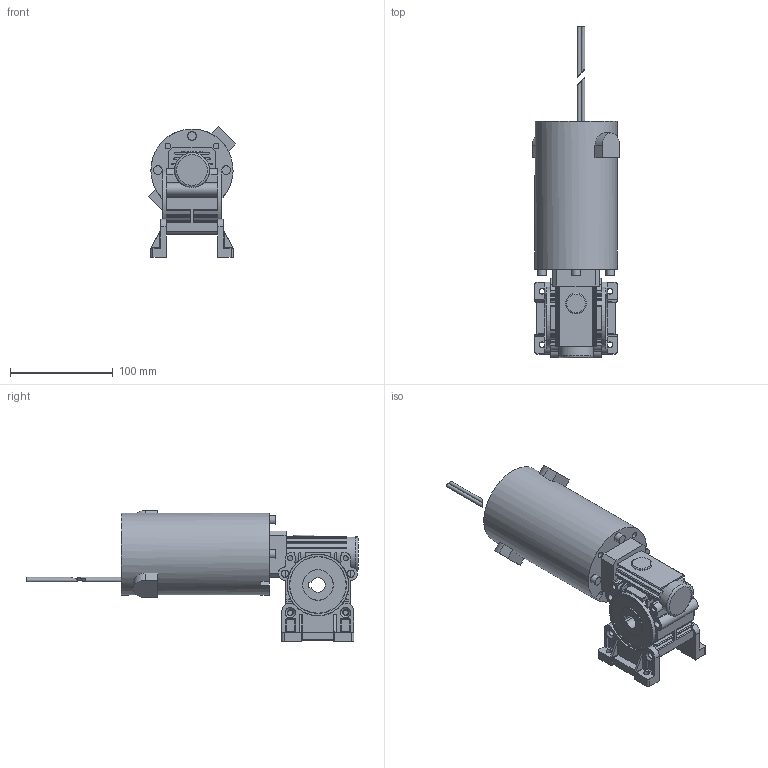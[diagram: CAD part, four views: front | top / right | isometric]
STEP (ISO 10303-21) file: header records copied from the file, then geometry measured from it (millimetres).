
FILE_DESCRIPTION( ( 'Unknown' ), '1' );
FILE_NAME( 'WHD80141.stp', 'Unknown', ( 'Unknown' ), ( 'Unknown' ), 'PSStep 17.0.49', 'Unknown', ' ' );
FILE_SCHEMA( ( 'AUTOMOTIVE_DESIGN { 1 0 10303 214 1 1 1 1 }' ) );
Length unit declared in the file: millimetre
Products named in the file (3): 1; 2; 3
Bounding box: 84.85 x 323.2 x 127.43 mm (x, y, z)
Volume: 1029880.9 mm3; surface area: 107218.4 mm2
Topology: 4 solids, 6 shells, 558 faces, 1479 edges, 948 vertices
Faces by surface type: cylinder 265, plane 261, sphere 16, cone 10, torus 6
Full cylindrical faces by diameter (mm): 3.4 x4, 5 x8, 5.5 x4, 5.6 x8, 6 x4, 7 x4, 8.4 x3, 20 x1, 30 x2, 55 x2, 80 x1
Entity records: 21925 total; most frequent: CARTESIAN_POINT 3663, DIRECTION 2999, ORIENTED_EDGE 2766, EDGE_CURVE 1383, AXIS2_PLACEMENT_3D 1119, VERTEX_POINT 921, LINE 761, VECTOR 761
